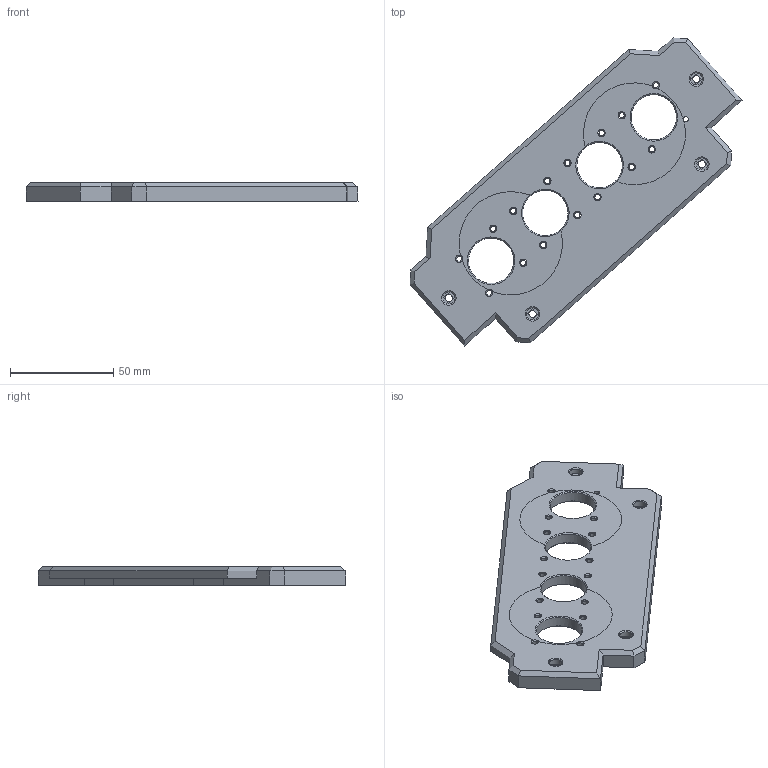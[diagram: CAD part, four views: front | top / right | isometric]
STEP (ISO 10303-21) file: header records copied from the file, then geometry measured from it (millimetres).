
FILE_DESCRIPTION(/* description */ (''),/* implementation_level */ '2;1');
FILE_NAME(/* name */ 'Electronics passthru v6.step',/* time_stamp */ '2025-06-09T10:07:09-07:00',/* author */ (''),/* organization */ (''),/* preprocessor_version */ 'ST-DEVELOPER v20.1',/* originating_system */ 'Autodesk Translation Framework v14.10.0.0',/* authorisation */ '');
FILE_SCHEMA (('AUTOMOTIVE_DESIGN { 1 0 10303 214 3 1 1 }'));
Length unit declared in the file: millimetre
Products named in the file (3): Electronics passthru; Electronics-Bay-Passthrough; Electronics-Bay-Passthrough_2
Assembly tree (2 placements, depth 3):
  Electronics passthru
    Electronics-Bay-Passthrough
      Electronics-Bay-Passthrough_2
Bounding box: 160.78 x 149.14 x 9 mm (x, y, z)
Volume: 81821.9 mm3; surface area: 28836.8 mm2
Topology: 1 solids, 1 shells, 296 faces, 771 edges, 477 vertices
Faces by surface type: plane 156, cone 75, cylinder 60, bspline 5
Full cylindrical faces by diameter (mm): 2.529 x16, 3.5 x4, 6 x4, 22 x4
Entity records: 9511 total; most frequent: CARTESIAN_POINT 1941, DIRECTION 1614, ORIENTED_EDGE 1542, EDGE_CURVE 771, AXIS2_PLACEMENT_3D 566, LINE 482, VECTOR 482, VERTEX_POINT 477
